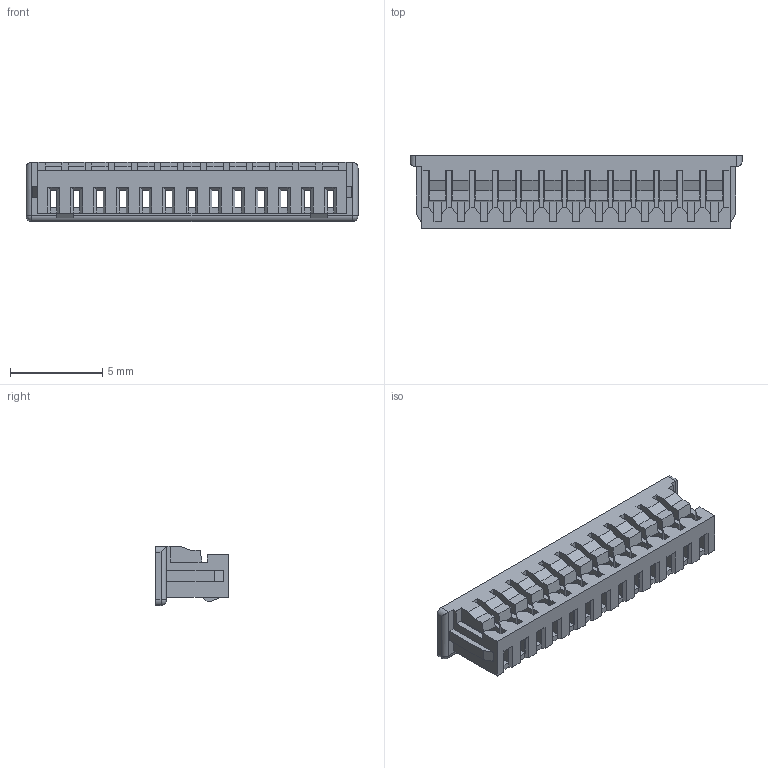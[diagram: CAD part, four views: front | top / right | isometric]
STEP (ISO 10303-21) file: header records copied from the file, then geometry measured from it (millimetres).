
FILE_DESCRIPTION(('FreeCAD Model'),'2;1');
FILE_NAME('510211300.step','2016-05-20T02:34:19',( 'Author'),(''),'Open CASCADE STEP processor 6.8','FreeCAD','Unknown' );
FILE_SCHEMA(('AUTOMOTIVE_DESIGN_CC2 { 1 2 10303 214 -1 1 5 4 }'));
Length unit declared in the file: millimetre
Products named in the file (2): ASSEMBLY; 510211300
Assembly tree (1 placements, depth 2):
  ASSEMBLY
    510211300
Bounding box: 18 x 3.95 x 3.2 mm (x, y, z)
Volume: 94.4 mm3; surface area: 526.5 mm2
Topology: 1 solids, 1 shells, 587 faces, 1598 edges, 976 vertices
Faces by surface type: plane 578, cylinder 7, sphere 2
Entity records: 39547 total; most frequent: CARTESIAN_POINT 7283, DIRECTION 5946, LINE 4744, VECTOR 4744, ORIENTED_EDGE 3196, PCURVE 3196, DEFINITIONAL_REPRESENTATION 3196, EDGE_CURVE 1598
